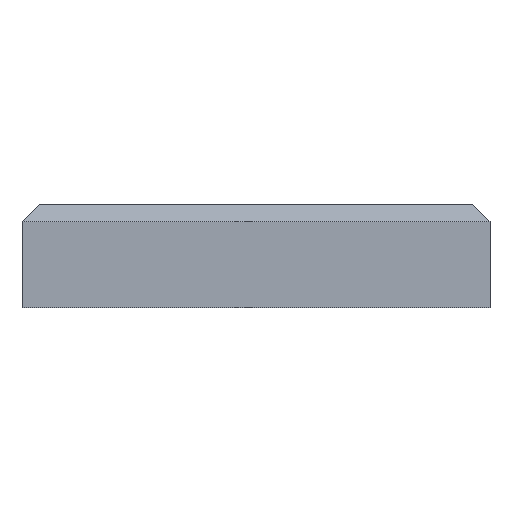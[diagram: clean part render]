
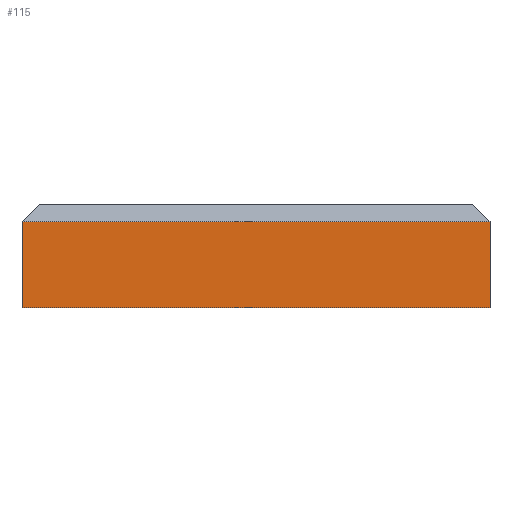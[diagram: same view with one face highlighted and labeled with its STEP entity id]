
A CAD part, front view. The second image highlights one B-rep face of the part: STEP entity #115.
In plain terms, the highlighted planar face has unit normal (0, -1, 0).
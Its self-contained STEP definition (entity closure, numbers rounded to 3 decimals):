
#24 = EDGE_CURVE ( 'NONE', #1353, #1578, #1432, .T. ) ;
#59 = PLANE ( 'NONE',  #839 ) ;
#115 = ADVANCED_FACE ( 'NONE', ( #512 ), #59, .F. ) ;
#134 = EDGE_LOOP ( 'NONE', ( #316, #267, #989, #1204 ) ) ;
#267 = ORIENTED_EDGE ( 'NONE', *, *, #1515, .T. ) ;
#316 = ORIENTED_EDGE ( 'NONE', *, *, #24, .F. ) ;
#318 = DIRECTION ( 'NONE',  ( 0., 0., -1. ) ) ;
#504 = VECTOR ( 'NONE', #1147, 1000. ) ;
#512 = FACE_OUTER_BOUND ( 'NONE', #134, .T. ) ;
#523 = DIRECTION ( 'NONE',  ( 0., 1., 0. ) ) ;
#680 = CARTESIAN_POINT ( 'NONE',  ( 0., -8., 5. ) ) ;
#740 = DIRECTION ( 'NONE',  ( -1., 0., 0. ) ) ;
#839 = AXIS2_PLACEMENT_3D ( 'NONE', #680, #523, #1587 ) ;
#877 = CARTESIAN_POINT ( 'NONE',  ( -8., -8., 0. ) ) ;
#879 = LINE ( 'NONE', #1789, #1114 ) ;
#989 = ORIENTED_EDGE ( 'NONE', *, *, #1886, .T. ) ;
#1000 = DIRECTION ( 'NONE',  ( 0., 0., -1. ) ) ;
#1070 = VERTEX_POINT ( 'NONE', #877 ) ;
#1114 = VECTOR ( 'NONE', #740, 1000. ) ;
#1147 = DIRECTION ( 'NONE',  ( 1., 0., 0. ) ) ;
#1204 = ORIENTED_EDGE ( 'NONE', *, *, #1396, .T. ) ;
#1289 = CARTESIAN_POINT ( 'NONE',  ( 128., -8., 0. ) ) ;
#1297 = LINE ( 'NONE', #1880, #504 ) ;
#1353 = VERTEX_POINT ( 'NONE', #1687 ) ;
#1363 = CARTESIAN_POINT ( 'NONE',  ( -8., -8., 25. ) ) ;
#1396 = EDGE_CURVE ( 'NONE', #1070, #1578, #1297, .T. ) ;
#1404 = VECTOR ( 'NONE', #1000, 1000. ) ;
#1412 = CARTESIAN_POINT ( 'NONE',  ( 128., -8., 5. ) ) ;
#1432 = LINE ( 'NONE', #1412, #1404 ) ;
#1515 = EDGE_CURVE ( 'NONE', #1353, #1859, #879, .T. ) ;
#1534 = LINE ( 'NONE', #1830, #1769 ) ;
#1578 = VERTEX_POINT ( 'NONE', #1289 ) ;
#1587 = DIRECTION ( 'NONE',  ( 0., 0., 1. ) ) ;
#1687 = CARTESIAN_POINT ( 'NONE',  ( 128., -8., 25. ) ) ;
#1769 = VECTOR ( 'NONE', #318, 1000. ) ;
#1789 = CARTESIAN_POINT ( 'NONE',  ( 0., -8., 25. ) ) ;
#1830 = CARTESIAN_POINT ( 'NONE',  ( -8., -8., 5. ) ) ;
#1859 = VERTEX_POINT ( 'NONE', #1363 ) ;
#1880 = CARTESIAN_POINT ( 'NONE',  ( 0., -8., 0. ) ) ;
#1886 = EDGE_CURVE ( 'NONE', #1859, #1070, #1534, .T. ) ;
